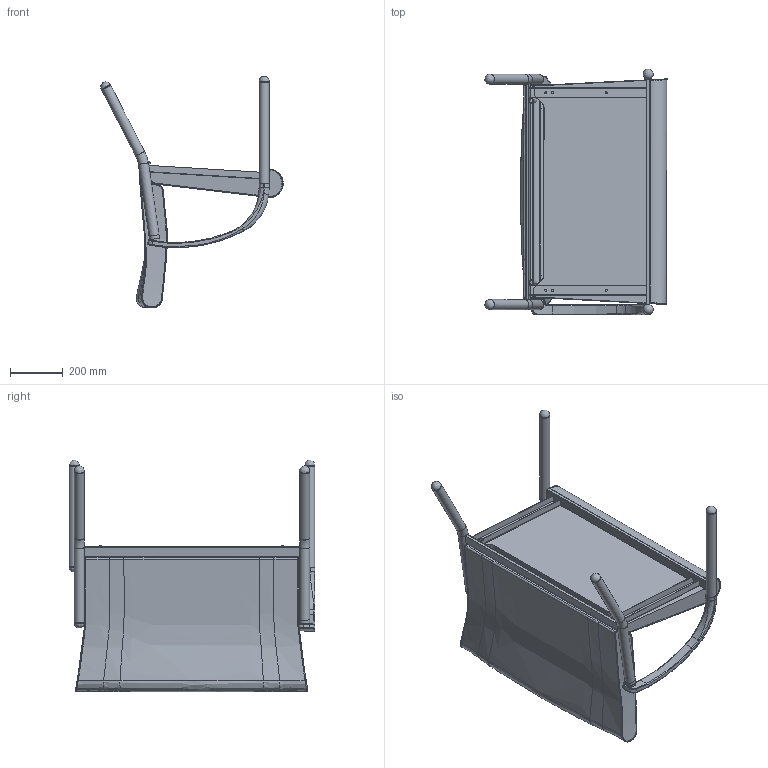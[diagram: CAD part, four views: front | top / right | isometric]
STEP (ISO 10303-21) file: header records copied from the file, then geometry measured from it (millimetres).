
FILE_DESCRIPTION((''),'2;1');
FILE_NAME('BLF14RWS.stp','2011-04-07T14:41:08',('jkibby'),(''),'Autodesk Inventor 2010','Autodesk Inventor 2010','');
FILE_SCHEMA(('AUTOMOTIVE_DESIGN { 1 0 10303 214 1 1 1 1 }'));
Length unit declared in the file: inch
Products named in the file (16): BLF12AWS; GLIDE; LF12B BACK-2; LF12BAWS FRM; RIGHT ARM; LF12BWS FRM; SEAT RAIL; LF12B FRONT LEG ASM; FRONT LEG; LF12B FRONT CROSS MBR; LF12WSB REAR LEG ASM; BACK TUBES; LF12B REAR CROSS MBR; WALL SAVER REAR LEG; LF14B SEAT
Assembly tree (23 placements, depth 5):
  BLF12AWS
    GLIDE  x4
    LF12B BACK-2
    LF12BAWS FRM
      RIGHT ARM
      LF12BWS FRM
        SEAT RAIL  x2
        LF12B FRONT LEG ASM
          FRONT LEG  x2
          LF12B FRONT CROSS MBR
        LF12WSB REAR LEG ASM
          BACK TUBES  x2
          LF12B REAR CROSS MBR
          WALL SAVER REAR LEG  x2
      GLIDE  x2
    LF14B SEAT
Bounding box: 689.82 x 929.12 x 876.04 mm (x, y, z)
Volume: 54842622.8 mm3; surface area: 3028274.2 mm2
Topology: 19 solids, 19 shells, 339 faces, 781 edges, 474 vertices
Faces by surface type: bspline 166, plane 87, cylinder 73, sphere 7, torus 4, cone 2
Full cylindrical faces by diameter (mm): 7.938 x6, 14.63 x2, 19.05 x2, 34.925 x10, 35.052 x2, 37.694 x1, 38.1 x6
Entity records: 20471 total; most frequent: CARTESIAN_POINT 14145, ORIENTED_EDGE 1322, DIRECTION 979, EDGE_CURVE 661, VERTEX_POINT 410, AXIS2_PLACEMENT_3D 396, EDGE_LOOP 329, FACE_OUTER_BOUND 293
